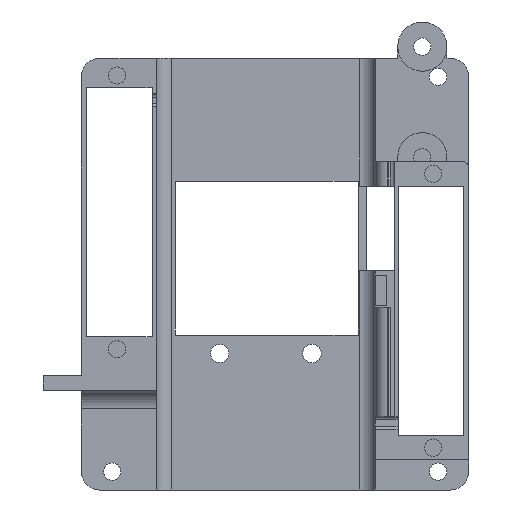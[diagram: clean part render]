
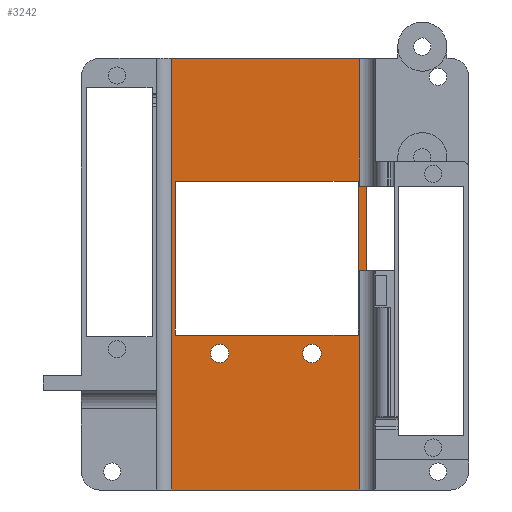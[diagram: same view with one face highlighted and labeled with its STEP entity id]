
A CAD part, front view. The second image highlights one B-rep face of the part: STEP entity #3242.
In plain terms, the highlighted planar face has unit normal (0, -1, 0).
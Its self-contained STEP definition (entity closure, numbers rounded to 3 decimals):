
#75=FACE_BOUND('',#402,.T.);
#76=FACE_BOUND('',#403,.T.);
#77=FACE_BOUND('',#404,.T.);
#120=CIRCLE('',#3426,1.5);
#121=CIRCLE('',#3427,1.5);
#232=FACE_OUTER_BOUND('',#401,.T.);
#401=EDGE_LOOP('',(#2161,#2162,#2163,#2164,#2165,#2166,#2167,#2168));
#402=EDGE_LOOP('',(#2169));
#403=EDGE_LOOP('',(#2170));
#404=EDGE_LOOP('',(#2171,#2172,#2173,#2174));
#615=LINE('',#4651,#986);
#616=LINE('',#4653,#987);
#617=LINE('',#4655,#988);
#618=LINE('',#4657,#989);
#619=LINE('',#4659,#990);
#620=LINE('',#4661,#991);
#621=LINE('',#4663,#992);
#622=LINE('',#4664,#993);
#623=LINE('',#4671,#994);
#624=LINE('',#4673,#995);
#625=LINE('',#4675,#996);
#626=LINE('',#4676,#997);
#986=VECTOR('',#3712,10.);
#987=VECTOR('',#3713,10.);
#988=VECTOR('',#3714,10.);
#989=VECTOR('',#3715,10.);
#990=VECTOR('',#3716,10.);
#991=VECTOR('',#3717,10.);
#992=VECTOR('',#3718,10.);
#993=VECTOR('',#3719,10.);
#994=VECTOR('',#3724,10.);
#995=VECTOR('',#3725,10.);
#996=VECTOR('',#3726,10.);
#997=VECTOR('',#3727,10.);
#1357=VERTEX_POINT('',#4649);
#1358=VERTEX_POINT('',#4650);
#1359=VERTEX_POINT('',#4652);
#1360=VERTEX_POINT('',#4654);
#1361=VERTEX_POINT('',#4656);
#1362=VERTEX_POINT('',#4658);
#1363=VERTEX_POINT('',#4660);
#1364=VERTEX_POINT('',#4662);
#1365=VERTEX_POINT('',#4665);
#1366=VERTEX_POINT('',#4667);
#1367=VERTEX_POINT('',#4669);
#1368=VERTEX_POINT('',#4670);
#1369=VERTEX_POINT('',#4672);
#1370=VERTEX_POINT('',#4674);
#1676=EDGE_CURVE('',#1357,#1358,#615,.T.);
#1677=EDGE_CURVE('',#1359,#1357,#616,.T.);
#1678=EDGE_CURVE('',#1360,#1359,#617,.T.);
#1679=EDGE_CURVE('',#1361,#1360,#618,.T.);
#1680=EDGE_CURVE('',#1361,#1362,#619,.T.);
#1681=EDGE_CURVE('',#1363,#1362,#620,.T.);
#1682=EDGE_CURVE('',#1364,#1363,#621,.T.);
#1683=EDGE_CURVE('',#1358,#1364,#622,.T.);
#1684=EDGE_CURVE('',#1365,#1365,#120,.T.);
#1685=EDGE_CURVE('',#1366,#1366,#121,.T.);
#1686=EDGE_CURVE('',#1367,#1368,#623,.T.);
#1687=EDGE_CURVE('',#1369,#1367,#624,.T.);
#1688=EDGE_CURVE('',#1370,#1369,#625,.T.);
#1689=EDGE_CURVE('',#1368,#1370,#626,.T.);
#2161=ORIENTED_EDGE('',*,*,#1676,.F.);
#2162=ORIENTED_EDGE('',*,*,#1677,.F.);
#2163=ORIENTED_EDGE('',*,*,#1678,.F.);
#2164=ORIENTED_EDGE('',*,*,#1679,.F.);
#2165=ORIENTED_EDGE('',*,*,#1680,.T.);
#2166=ORIENTED_EDGE('',*,*,#1681,.F.);
#2167=ORIENTED_EDGE('',*,*,#1682,.F.);
#2168=ORIENTED_EDGE('',*,*,#1683,.F.);
#2169=ORIENTED_EDGE('',*,*,#1684,.F.);
#2170=ORIENTED_EDGE('',*,*,#1685,.F.);
#2171=ORIENTED_EDGE('',*,*,#1686,.F.);
#2172=ORIENTED_EDGE('',*,*,#1687,.F.);
#2173=ORIENTED_EDGE('',*,*,#1688,.F.);
#2174=ORIENTED_EDGE('',*,*,#1689,.F.);
#3131=PLANE('',#3425);
#3242=ADVANCED_FACE('',(#232,#75,#76,#77),#3131,.F.);
#3425=AXIS2_PLACEMENT_3D('',#4648,#3710,#3711);
#3426=AXIS2_PLACEMENT_3D('',#4666,#3720,#3721);
#3427=AXIS2_PLACEMENT_3D('',#4668,#3722,#3723);
#3710=DIRECTION('center_axis',(0.,1.,0.));
#3711=DIRECTION('ref_axis',(0.,0.,1.));
#3712=DIRECTION('',(1.,0.,0.));
#3713=DIRECTION('',(0.,0.,-1.));
#3714=DIRECTION('',(1.,0.,0.));
#3715=DIRECTION('',(0.,0.,1.));
#3716=DIRECTION('',(1.,0.,0.));
#3717=DIRECTION('',(0.,0.,-1.));
#3718=DIRECTION('',(-1.,0.,0.));
#3719=DIRECTION('',(0.,0.,-1.));
#3720=DIRECTION('center_axis',(0.,-1.,0.));
#3721=DIRECTION('ref_axis',(1.,0.,0.));
#3722=DIRECTION('center_axis',(0.,-1.,0.));
#3723=DIRECTION('ref_axis',(1.,0.,0.));
#3724=DIRECTION('',(0.,0.,1.));
#3725=DIRECTION('',(1.,0.,0.));
#3726=DIRECTION('',(0.,0.,-1.));
#3727=DIRECTION('',(-1.,0.,0.));
#4648=CARTESIAN_POINT('Origin',(25.4,0.,12.9));
#4649=CARTESIAN_POINT('',(15.3,0.,27.2));
#4650=CARTESIAN_POINT('',(16.3,0.,27.2));
#4651=CARTESIAN_POINT('',(18.85,0.,27.2));
#4652=CARTESIAN_POINT('',(15.3,0.,48.));
#4653=CARTESIAN_POINT('',(15.3,0.,30.45));
#4654=CARTESIAN_POINT('',(-15.3,0.,48.));
#4655=CARTESIAN_POINT('',(-27.,0.,48.));
#4656=CARTESIAN_POINT('',(-15.3,0.,-22.2));
#4657=CARTESIAN_POINT('',(-15.3,0.,-4.65));
#4658=CARTESIAN_POINT('',(15.3,0.,-22.2));
#4659=CARTESIAN_POINT('',(-27.,0.,-22.2));
#4660=CARTESIAN_POINT('',(15.3,0.,13.5));
#4661=CARTESIAN_POINT('',(15.3,0.,30.45));
#4662=CARTESIAN_POINT('',(16.3,0.,13.5));
#4663=CARTESIAN_POINT('',(23.45,0.,13.5));
#4664=CARTESIAN_POINT('',(16.3,0.,13.2));
#4665=CARTESIAN_POINT('',(-9.,0.,0.));
#4666=CARTESIAN_POINT('Origin',(-7.5,0.,0.));
#4667=CARTESIAN_POINT('',(6.,0.,0.));
#4668=CARTESIAN_POINT('Origin',(7.5,0.,0.));
#4669=CARTESIAN_POINT('',(15.,0.,3.));
#4670=CARTESIAN_POINT('',(15.,0.,28.));
#4671=CARTESIAN_POINT('',(15.,0.,3.));
#4672=CARTESIAN_POINT('',(-14.7,0.,3.));
#4673=CARTESIAN_POINT('',(-14.7,0.,3.));
#4674=CARTESIAN_POINT('',(-14.7,0.,28.));
#4675=CARTESIAN_POINT('',(-14.7,0.,3.));
#4676=CARTESIAN_POINT('',(-14.7,0.,28.));
